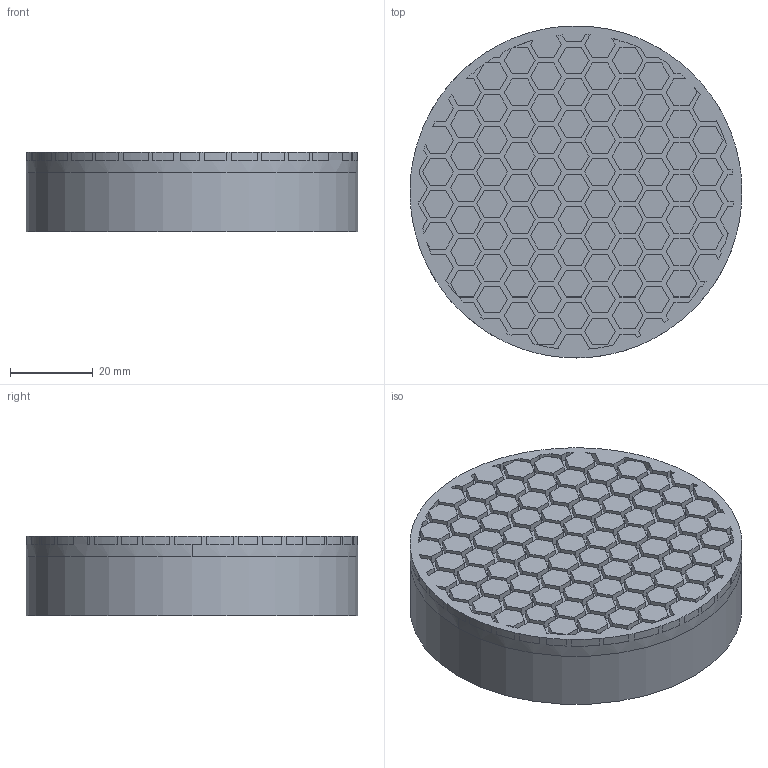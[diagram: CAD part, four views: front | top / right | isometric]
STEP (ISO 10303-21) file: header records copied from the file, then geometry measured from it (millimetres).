
FILE_DESCRIPTION(('FreeCAD Model'),'2;1');
FILE_NAME('Open CASCADE Shape Model','2023-04-12T00:03:06',(''),(''), 'Open CASCADE STEP processor 7.6','FreeCAD','Unknown');
FILE_SCHEMA(('AUTOMOTIVE_DESIGN { 1 0 10303 214 1 1 1 1 }'));
Length unit declared in the file: millimetre
Products named in the file (1): lid
Bounding box: 80 x 80 x 19.2 mm (x, y, z)
Volume: 30426.7 mm3; surface area: 22755.5 mm2
Topology: 1 solids, 1 shells, 743 faces, 2054 edges, 1390 vertices
Faces by surface type: plane 665, cylinder 74, bspline 3, cone 1
Full cylindrical faces by diameter (mm): 72.6 x2, 80 x1
Entity records: 52665 total; most frequent: CARTESIAN_POINT 10912, DIRECTION 7774, LINE 5802, VECTOR 5802, ORIENTED_EDGE 4106, PCURVE 4106, DEFINITIONAL_REPRESENTATION 4106, EDGE_CURVE 2053
